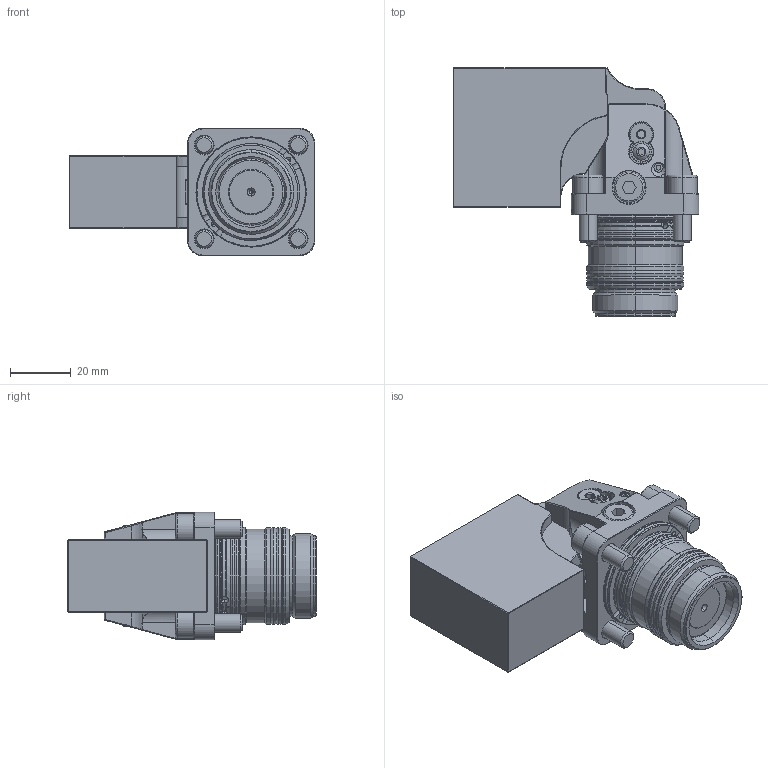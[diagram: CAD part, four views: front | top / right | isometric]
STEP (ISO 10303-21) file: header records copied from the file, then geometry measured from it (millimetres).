
FILE_DESCRIPTION (( 'STEP AP214' ), '1' );
FILE_NAME ('DLSP-A2205-020.step', '2025-12-19T09:37:44', ( '' ), ( '' ), 'SwSTEP 2.0', 'SolidWorks 2025', '' );
FILE_SCHEMA (( 'AUTOMOTIVE_DESIGN' ));
Length unit declared in the file: millimetre
Products named in the file (1): DLSP-A2205-020
Bounding box: 81.01 x 81.99 x 42 mm (x, y, z)
Volume: 116441.1 mm3; surface area: 33144.9 mm2
Topology: 16 solids, 17 shells, 882 faces, 2013 edges, 1194 vertices
Faces by surface type: plane 318, cone 231, cylinder 219, torus 88, bspline 22, sphere 4
Entity records: 29691 total; most frequent: CARTESIAN_POINT 9835, DIRECTION 4234, ORIENTED_EDGE 3994, EDGE_CURVE 1997, AXIS2_PLACEMENT_3D 1647, VERTEX_POINT 1194, EDGE_LOOP 949, VECTOR 940
